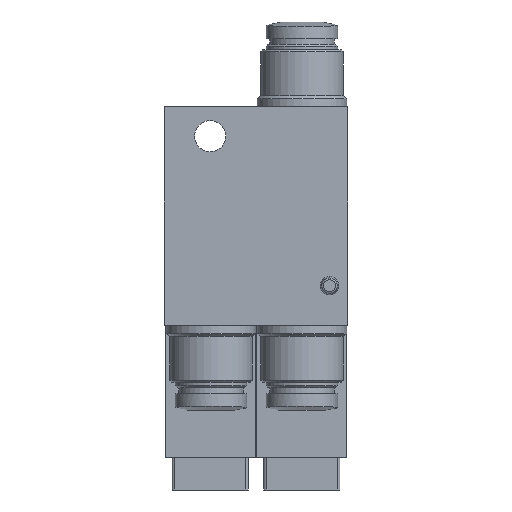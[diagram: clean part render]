
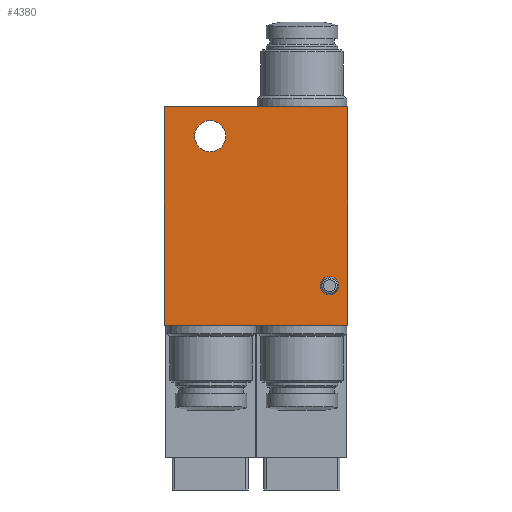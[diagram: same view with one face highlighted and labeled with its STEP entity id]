
A CAD part, front view. The second image highlights one B-rep face of the part: STEP entity #4380.
In plain terms, the highlighted planar face has unit normal (0, -1, 0).
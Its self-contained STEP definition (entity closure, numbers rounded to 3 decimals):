
#207=LINE('',#6033,#413);
#212=LINE('',#6043,#418);
#214=LINE('',#6051,#420);
#215=LINE('',#6052,#421);
#413=VECTOR('',#5051,1000.);
#418=VECTOR('',#5058,1000.);
#420=VECTOR('',#5066,1000.);
#421=VECTOR('',#5067,1000.);
#645=ORIENTED_EDGE('',*,*,#1425,.T.);
#646=ORIENTED_EDGE('',*,*,#1426,.T.);
#647=ORIENTED_EDGE('',*,*,#1427,.F.);
#648=ORIENTED_EDGE('',*,*,#1423,.F.);
#649=ORIENTED_EDGE('',*,*,#1428,.T.);
#650=ORIENTED_EDGE('',*,*,#1418,.T.);
#1418=EDGE_CURVE('',#1809,#1808,#207,.T.);
#1423=EDGE_CURVE('',#1812,#1813,#212,.T.);
#1425=EDGE_CURVE('',#1814,#1814,#2094,.T.);
#1426=EDGE_CURVE('',#1815,#1815,#2095,.T.);
#1427=EDGE_CURVE('',#1813,#1808,#214,.T.);
#1428=EDGE_CURVE('',#1812,#1809,#215,.T.);
#1808=VERTEX_POINT('',#6032);
#1809=VERTEX_POINT('',#6034);
#1812=VERTEX_POINT('',#6042);
#1813=VERTEX_POINT('',#6044);
#1814=VERTEX_POINT('',#6048);
#1815=VERTEX_POINT('',#6050);
#2094=CIRCLE('',#4633,1.);
#2095=CIRCLE('',#4634,1.7);
#2253=EDGE_LOOP('',(#645));
#2254=EDGE_LOOP('',(#646));
#2255=EDGE_LOOP('',(#647,#648,#649,#650));
#2584=FACE_BOUND('',#2253,.T.);
#2585=FACE_BOUND('',#2254,.T.);
#2586=FACE_BOUND('',#2255,.T.);
#2907=PLANE('',#4632);
#4380=ADVANCED_FACE('',(#2584,#2585,#2586),#2907,.T.);
#4632=AXIS2_PLACEMENT_3D('',#6046,#5060,#5061);
#4633=AXIS2_PLACEMENT_3D('',#6047,#5062,#5063);
#4634=AXIS2_PLACEMENT_3D('',#6049,#5064,#5065);
#5051=DIRECTION('',(0.,0.,1.));
#5058=DIRECTION('',(0.,0.,1.));
#5060=DIRECTION('',(0.,-1.,0.));
#5061=DIRECTION('',(0.,0.,-1.));
#5062=DIRECTION('',(0.,1.,0.));
#5063=DIRECTION('',(0.,0.,1.));
#5064=DIRECTION('',(0.,1.,0.));
#5065=DIRECTION('',(1.,0.,0.));
#5066=DIRECTION('',(1.,0.,0.));
#5067=DIRECTION('',(1.,0.,0.));
#6032=CARTESIAN_POINT('',(10.,0.,0.));
#6033=CARTESIAN_POINT('',(10.,0.,-23.8));
#6034=CARTESIAN_POINT('',(10.,0.,-23.8));
#6042=CARTESIAN_POINT('',(-10.,0.,-23.8));
#6043=CARTESIAN_POINT('',(-10.,0.,-23.8));
#6044=CARTESIAN_POINT('',(-10.,0.,0.));
#6046=CARTESIAN_POINT('',(-10.,0.,-23.8));
#6047=CARTESIAN_POINT('',(-8.,0.,-4.3));
#6048=CARTESIAN_POINT('',(-8.,0.,-3.3));
#6049=CARTESIAN_POINT('',(5.,0.,-20.6));
#6050=CARTESIAN_POINT('',(6.7,0.,-20.6));
#6051=CARTESIAN_POINT('',(-10.,0.,0.));
#6052=CARTESIAN_POINT('',(-10.,0.,-23.8));
